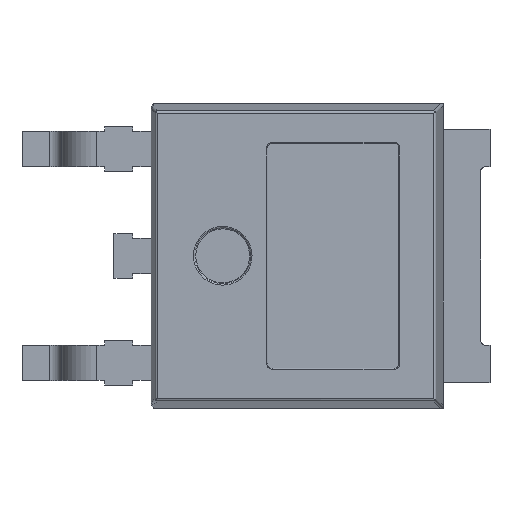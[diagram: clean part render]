
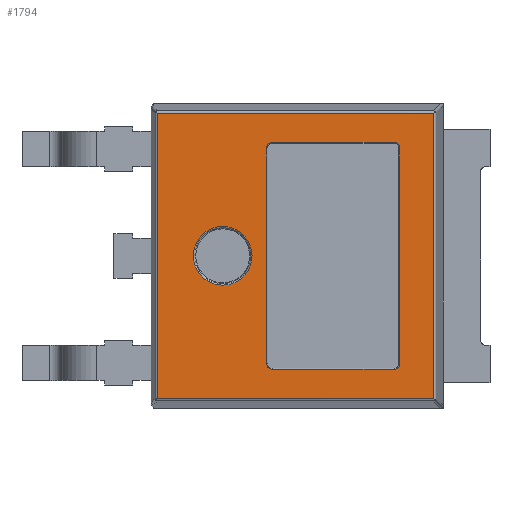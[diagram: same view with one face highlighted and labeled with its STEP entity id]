
A CAD part, top view. The second image highlights one B-rep face of the part: STEP entity #1794.
In plain terms, the highlighted planar face has unit normal (0, 0, 1).
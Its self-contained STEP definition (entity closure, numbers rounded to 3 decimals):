
#80=CIRCLE('',#1958,0.12);
#81=CIRCLE('',#1959,0.12);
#82=CIRCLE('',#1960,0.12);
#83=CIRCLE('',#1961,0.12);
#84=CIRCLE('',#1962,0.625);
#196=ORIENTED_EDGE('',*,*,#706,.T.);
#197=ORIENTED_EDGE('',*,*,#707,.T.);
#198=ORIENTED_EDGE('',*,*,#708,.T.);
#199=ORIENTED_EDGE('',*,*,#709,.T.);
#200=ORIENTED_EDGE('',*,*,#710,.T.);
#201=ORIENTED_EDGE('',*,*,#711,.T.);
#202=ORIENTED_EDGE('',*,*,#712,.T.);
#203=ORIENTED_EDGE('',*,*,#713,.T.);
#204=ORIENTED_EDGE('',*,*,#714,.F.);
#205=ORIENTED_EDGE('',*,*,#715,.T.);
#206=ORIENTED_EDGE('',*,*,#716,.T.);
#207=ORIENTED_EDGE('',*,*,#717,.T.);
#208=ORIENTED_EDGE('',*,*,#718,.T.);
#706=EDGE_CURVE('',#959,#960,#80,.F.);
#707=EDGE_CURVE('',#960,#961,#1129,.T.);
#708=EDGE_CURVE('',#961,#962,#81,.F.);
#709=EDGE_CURVE('',#962,#963,#1130,.T.);
#710=EDGE_CURVE('',#963,#964,#82,.F.);
#711=EDGE_CURVE('',#964,#965,#1131,.T.);
#712=EDGE_CURVE('',#965,#966,#83,.F.);
#713=EDGE_CURVE('',#966,#959,#1132,.T.);
#714=EDGE_CURVE('',#967,#967,#84,.T.);
#715=EDGE_CURVE('',#968,#969,#1133,.T.);
#716=EDGE_CURVE('',#969,#970,#1134,.F.);
#717=EDGE_CURVE('',#970,#971,#1135,.T.);
#718=EDGE_CURVE('',#971,#968,#1136,.T.);
#959=VERTEX_POINT('',#2732);
#960=VERTEX_POINT('',#2733);
#961=VERTEX_POINT('',#2735);
#962=VERTEX_POINT('',#2737);
#963=VERTEX_POINT('',#2739);
#964=VERTEX_POINT('',#2741);
#965=VERTEX_POINT('',#2743);
#966=VERTEX_POINT('',#2745);
#967=VERTEX_POINT('',#2748);
#968=VERTEX_POINT('',#2750);
#969=VERTEX_POINT('',#2751);
#970=VERTEX_POINT('',#2753);
#971=VERTEX_POINT('',#2755);
#1129=LINE('',#2734,#1328);
#1130=LINE('',#2738,#1329);
#1131=LINE('',#2742,#1330);
#1132=LINE('',#2746,#1331);
#1133=LINE('',#2749,#1332);
#1134=LINE('',#2752,#1333);
#1135=LINE('',#2754,#1334);
#1136=LINE('',#2756,#1335);
#1328=VECTOR('',#2186,1000.);
#1329=VECTOR('',#2189,1000.);
#1330=VECTOR('',#2192,1000.);
#1331=VECTOR('',#2195,1000.);
#1332=VECTOR('',#2198,1000.);
#1333=VECTOR('',#2199,1000.);
#1334=VECTOR('',#2200,1000.);
#1335=VECTOR('',#2201,1000.);
#1511=EDGE_LOOP('',(#196,#197,#198,#199,#200,#201,#202,#203));
#1512=EDGE_LOOP('',(#204));
#1513=EDGE_LOOP('',(#205,#206,#207,#208));
#1618=FACE_BOUND('',#1511,.T.);
#1619=FACE_BOUND('',#1512,.T.);
#1620=FACE_BOUND('',#1513,.T.);
#1723=PLANE('',#1957);
#1794=ADVANCED_FACE('',(#1618,#1619,#1620),#1723,.T.);
#1957=AXIS2_PLACEMENT_3D('',#2730,#2182,#2183);
#1958=AXIS2_PLACEMENT_3D('',#2731,#2184,#2185);
#1959=AXIS2_PLACEMENT_3D('',#2736,#2187,#2188);
#1960=AXIS2_PLACEMENT_3D('',#2740,#2190,#2191);
#1961=AXIS2_PLACEMENT_3D('',#2744,#2193,#2194);
#1962=AXIS2_PLACEMENT_3D('',#2747,#2196,#2197);
#2182=DIRECTION('',(0.,0.,1.));
#2183=DIRECTION('',(0.,-1.,0.));
#2184=DIRECTION('',(0.,0.,1.));
#2185=DIRECTION('',(1.,0.,0.));
#2186=DIRECTION('',(0.,1.,0.));
#2187=DIRECTION('',(0.,0.,1.));
#2188=DIRECTION('',(1.,0.,0.));
#2189=DIRECTION('',(1.,0.,0.));
#2190=DIRECTION('',(0.,0.,1.));
#2191=DIRECTION('',(1.,0.,0.));
#2192=DIRECTION('',(0.,-1.,0.));
#2193=DIRECTION('',(0.,0.,1.));
#2194=DIRECTION('',(1.,0.,0.));
#2195=DIRECTION('',(-1.,0.,0.));
#2196=DIRECTION('',(0.,0.,1.));
#2197=DIRECTION('',(0.,1.,0.));
#2198=DIRECTION('',(-1.,0.,0.));
#2199=DIRECTION('',(0.,1.,0.));
#2200=DIRECTION('',(1.,0.,0.));
#2201=DIRECTION('',(0.,1.,0.));
#2730=CARTESIAN_POINT('',(3.83,-3.25,2.35));
#2731=CARTESIAN_POINT('',(0.348,-2.3,2.35));
#2732=CARTESIAN_POINT('',(0.348,-2.42,2.35));
#2733=CARTESIAN_POINT('',(0.228,-2.3,2.35));
#2734=CARTESIAN_POINT('',(0.228,-3.25,2.35));
#2735=CARTESIAN_POINT('',(0.228,2.3,2.35));
#2736=CARTESIAN_POINT('',(0.348,2.3,2.35));
#2737=CARTESIAN_POINT('',(0.348,2.42,2.35));
#2738=CARTESIAN_POINT('',(3.83,2.42,2.35));
#2739=CARTESIAN_POINT('',(2.948,2.42,2.35));
#2740=CARTESIAN_POINT('',(2.948,2.3,2.35));
#2741=CARTESIAN_POINT('',(3.068,2.3,2.35));
#2742=CARTESIAN_POINT('',(3.068,-3.25,2.35));
#2743=CARTESIAN_POINT('',(3.068,-2.3,2.35));
#2744=CARTESIAN_POINT('',(2.948,-2.3,2.35));
#2745=CARTESIAN_POINT('',(2.948,-2.42,2.35));
#2746=CARTESIAN_POINT('',(3.83,-2.42,2.35));
#2747=CARTESIAN_POINT('',(-0.71,0.,2.35));
#2748=CARTESIAN_POINT('',(-0.71,0.625,2.35));
#2749=CARTESIAN_POINT('',(-2.149,3.045,2.35));
#2750=CARTESIAN_POINT('',(3.785,3.045,2.35));
#2751=CARTESIAN_POINT('',(-2.103,3.045,2.35));
#2752=CARTESIAN_POINT('',(-2.103,-3.25,2.35));
#2753=CARTESIAN_POINT('',(-2.103,-3.045,2.35));
#2754=CARTESIAN_POINT('',(3.785,-3.045,2.35));
#2755=CARTESIAN_POINT('',(3.785,-3.045,2.35));
#2756=CARTESIAN_POINT('',(3.785,-3.25,2.35));
